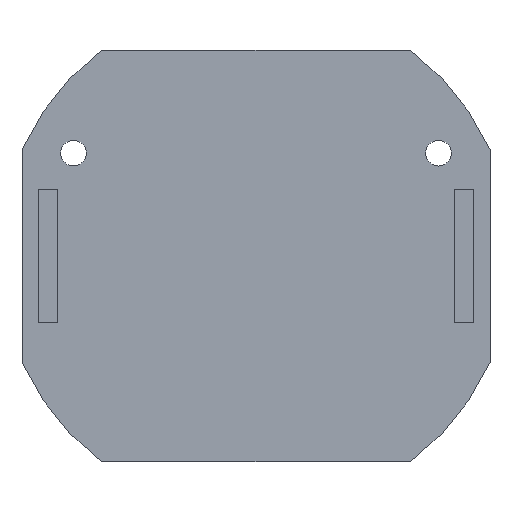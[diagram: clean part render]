
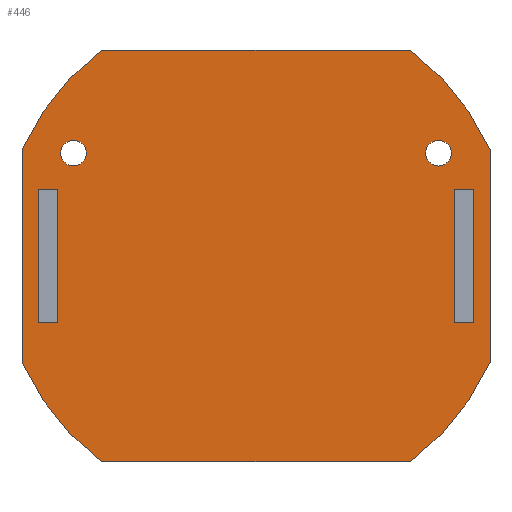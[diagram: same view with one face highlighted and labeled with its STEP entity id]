
A CAD part, left-side view. The second image highlights one B-rep face of the part: STEP entity #446.
In plain terms, the highlighted planar face has unit normal (-1, 0, 0).
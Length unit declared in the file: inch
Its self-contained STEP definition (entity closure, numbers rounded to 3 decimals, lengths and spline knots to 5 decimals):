
#15=LINE('',#646,#55);
#19=LINE('',#654,#59);
#22=LINE('',#660,#62);
#25=LINE('',#665,#65);
#27=LINE('',#671,#67);
#31=LINE('',#679,#71);
#34=LINE('',#685,#74);
#37=LINE('',#690,#77);
#41=LINE('',#707,#81);
#45=LINE('',#719,#85);
#49=LINE('',#731,#89);
#53=LINE('',#742,#93);
#55=VECTOR('',#525,0.3937);
#59=VECTOR('',#531,0.3937);
#62=VECTOR('',#536,0.3937);
#65=VECTOR('',#541,0.3937);
#67=VECTOR('',#547,0.3937);
#71=VECTOR('',#553,0.3937);
#74=VECTOR('',#558,0.3937);
#77=VECTOR('',#563,0.3937);
#81=VECTOR('',#581,0.3937);
#85=VECTOR('',#593,0.3937);
#89=VECTOR('',#605,0.3937);
#93=VECTOR('',#617,0.3937);
#103=FACE_BOUND('',#175,.T.);
#104=FACE_BOUND('',#176,.T.);
#105=FACE_BOUND('',#177,.T.);
#106=FACE_BOUND('',#178,.T.);
#140=FACE_OUTER_BOUND('',#174,.T.);
#174=EDGE_LOOP('',(#385,#386,#387,#388,#389,#390,#391,#392));
#175=EDGE_LOOP('',(#393));
#176=EDGE_LOOP('',(#394));
#177=EDGE_LOOP('',(#395,#396,#397,#398));
#178=EDGE_LOOP('',(#399,#400,#401,#402));
#182=CIRCLE('',#462,0.0625);
#184=CIRCLE('',#465,0.0625);
#187=CIRCLE('',#480,1.25);
#189=CIRCLE('',#484,1.25);
#191=CIRCLE('',#488,1.25);
#193=CIRCLE('',#492,1.25);
#198=VERTEX_POINT('',#634);
#200=VERTEX_POINT('',#639);
#202=VERTEX_POINT('',#644);
#203=VERTEX_POINT('',#645);
#206=VERTEX_POINT('',#653);
#208=VERTEX_POINT('',#659);
#210=VERTEX_POINT('',#669);
#211=VERTEX_POINT('',#670);
#214=VERTEX_POINT('',#678);
#216=VERTEX_POINT('',#684);
#219=VERTEX_POINT('',#697);
#220=VERTEX_POINT('',#698);
#223=VERTEX_POINT('',#706);
#225=VERTEX_POINT('',#712);
#227=VERTEX_POINT('',#718);
#229=VERTEX_POINT('',#724);
#231=VERTEX_POINT('',#730);
#233=VERTEX_POINT('',#736);
#238=EDGE_CURVE('',#198,#198,#182,.T.);
#240=EDGE_CURVE('',#200,#200,#184,.T.);
#242=EDGE_CURVE('',#202,#203,#15,.T.);
#246=EDGE_CURVE('',#206,#202,#19,.T.);
#249=EDGE_CURVE('',#208,#206,#22,.T.);
#252=EDGE_CURVE('',#203,#208,#25,.T.);
#254=EDGE_CURVE('',#210,#211,#27,.T.);
#258=EDGE_CURVE('',#214,#210,#31,.T.);
#261=EDGE_CURVE('',#216,#214,#34,.T.);
#264=EDGE_CURVE('',#211,#216,#37,.T.);
#267=EDGE_CURVE('',#219,#220,#187,.T.);
#271=EDGE_CURVE('',#223,#219,#41,.T.);
#274=EDGE_CURVE('',#225,#223,#189,.T.);
#277=EDGE_CURVE('',#227,#225,#45,.T.);
#280=EDGE_CURVE('',#229,#227,#191,.T.);
#283=EDGE_CURVE('',#231,#229,#49,.T.);
#286=EDGE_CURVE('',#233,#231,#193,.T.);
#289=EDGE_CURVE('',#220,#233,#53,.T.);
#385=ORIENTED_EDGE('',*,*,#289,.F.);
#386=ORIENTED_EDGE('',*,*,#267,.F.);
#387=ORIENTED_EDGE('',*,*,#271,.F.);
#388=ORIENTED_EDGE('',*,*,#274,.F.);
#389=ORIENTED_EDGE('',*,*,#277,.F.);
#390=ORIENTED_EDGE('',*,*,#280,.F.);
#391=ORIENTED_EDGE('',*,*,#283,.F.);
#392=ORIENTED_EDGE('',*,*,#286,.F.);
#393=ORIENTED_EDGE('',*,*,#238,.T.);
#394=ORIENTED_EDGE('',*,*,#240,.T.);
#395=ORIENTED_EDGE('',*,*,#242,.T.);
#396=ORIENTED_EDGE('',*,*,#252,.T.);
#397=ORIENTED_EDGE('',*,*,#249,.T.);
#398=ORIENTED_EDGE('',*,*,#246,.T.);
#399=ORIENTED_EDGE('',*,*,#254,.T.);
#400=ORIENTED_EDGE('',*,*,#264,.T.);
#401=ORIENTED_EDGE('',*,*,#261,.T.);
#402=ORIENTED_EDGE('',*,*,#258,.T.);
#420=PLANE('',#496);
#446=ADVANCED_FACE('',(#140,#103,#104,#105,#106),#420,.T.);
#462=AXIS2_PLACEMENT_3D('',#635,#513,#514);
#465=AXIS2_PLACEMENT_3D('',#640,#519,#520);
#480=AXIS2_PLACEMENT_3D('',#699,#573,#574);
#484=AXIS2_PLACEMENT_3D('',#713,#586,#587);
#488=AXIS2_PLACEMENT_3D('',#725,#598,#599);
#492=AXIS2_PLACEMENT_3D('',#737,#610,#611);
#496=AXIS2_PLACEMENT_3D('',#745,#621,#622);
#513=DIRECTION('center_axis',(1.,0.,0.));
#514=DIRECTION('ref_axis',(0.,-0.814,0.581));
#519=DIRECTION('center_axis',(1.,0.,0.));
#520=DIRECTION('ref_axis',(0.,-0.814,0.581));
#525=DIRECTION('',(0.,-1.,0.));
#531=DIRECTION('',(0.,0.,1.));
#536=DIRECTION('',(0.,1.,0.));
#541=DIRECTION('',(0.,0.,-1.));
#547=DIRECTION('',(0.,1.,0.));
#553=DIRECTION('',(0.,0.,-1.));
#558=DIRECTION('',(0.,-1.,0.));
#563=DIRECTION('',(0.,0.,1.));
#573=DIRECTION('center_axis',(1.,0.,0.));
#574=DIRECTION('ref_axis',(0.,-0.91,0.415));
#581=DIRECTION('',(0.,-1.,0.));
#586=DIRECTION('center_axis',(1.,0.,0.));
#587=DIRECTION('ref_axis',(0.,0.6,0.8));
#593=DIRECTION('',(0.,0.,1.));
#598=DIRECTION('center_axis',(1.,0.,0.));
#599=DIRECTION('ref_axis',(0.,0.91,-0.415));
#605=DIRECTION('',(0.,1.,0.));
#610=DIRECTION('center_axis',(1.,0.,0.));
#611=DIRECTION('ref_axis',(0.,-0.6,-0.8));
#617=DIRECTION('',(0.,0.,-1.));
#621=DIRECTION('center_axis',(-1.,0.,0.));
#622=DIRECTION('ref_axis',(0.,0.,1.));
#634=CARTESIAN_POINT('',(0.,0.825,0.5));
#635=CARTESIAN_POINT('Origin',(0.,0.8875,0.5));
#639=CARTESIAN_POINT('',(0.,-0.95,0.5));
#640=CARTESIAN_POINT('Origin',(0.,-0.8875,0.5));
#644=CARTESIAN_POINT('',(0.,-0.9645,0.325));
#645=CARTESIAN_POINT('',(0.,-1.0575,0.325));
#646=CARTESIAN_POINT('',(0.,-0.9645,0.325));
#653=CARTESIAN_POINT('',(0.,-0.9645,-0.325));
#654=CARTESIAN_POINT('',(0.,-0.9645,-0.325));
#659=CARTESIAN_POINT('',(0.,-1.0575,-0.325));
#660=CARTESIAN_POINT('',(0.,-1.0575,-0.325));
#665=CARTESIAN_POINT('',(0.,-1.0575,0.325));
#669=CARTESIAN_POINT('',(0.,0.9645,-0.325));
#670=CARTESIAN_POINT('',(0.,1.0575,-0.325));
#671=CARTESIAN_POINT('',(0.,0.9645,-0.325));
#678=CARTESIAN_POINT('',(0.,0.9645,0.325));
#679=CARTESIAN_POINT('',(0.,0.9645,0.325));
#684=CARTESIAN_POINT('',(0.,1.0575,0.325));
#685=CARTESIAN_POINT('',(0.,1.0575,0.325));
#690=CARTESIAN_POINT('',(0.,1.0575,-0.325));
#697=CARTESIAN_POINT('',(0.,-0.75,1.));
#698=CARTESIAN_POINT('',(0.,-1.1375,0.51826));
#699=CARTESIAN_POINT('Origin',(0.,0.,0.));
#706=CARTESIAN_POINT('',(0.,0.75,1.));
#707=CARTESIAN_POINT('',(0.,0.75,1.));
#712=CARTESIAN_POINT('',(0.,1.1375,0.51826));
#713=CARTESIAN_POINT('Origin',(0.,0.,0.));
#718=CARTESIAN_POINT('',(0.,1.1375,-0.51826));
#719=CARTESIAN_POINT('',(0.,1.1375,-0.51826));
#724=CARTESIAN_POINT('',(0.,0.75,-1.));
#725=CARTESIAN_POINT('Origin',(0.,0.,0.));
#730=CARTESIAN_POINT('',(0.,-0.75,-1.));
#731=CARTESIAN_POINT('',(0.,-0.75,-1.));
#736=CARTESIAN_POINT('',(0.,-1.1375,-0.51826));
#737=CARTESIAN_POINT('Origin',(0.,0.,0.));
#742=CARTESIAN_POINT('',(0.,-1.1375,0.51826));
#745=CARTESIAN_POINT('Origin',(0.,-1.1375,0.));
